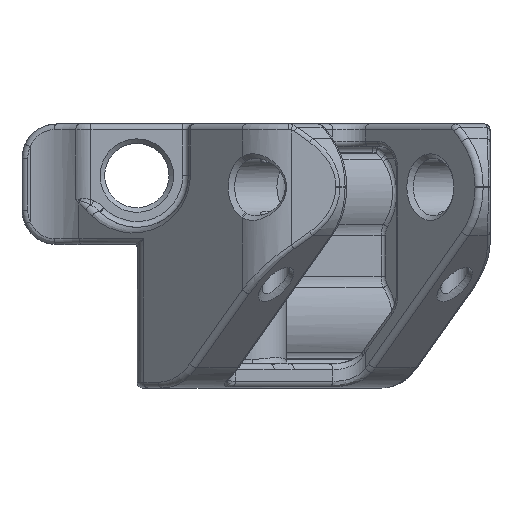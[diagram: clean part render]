
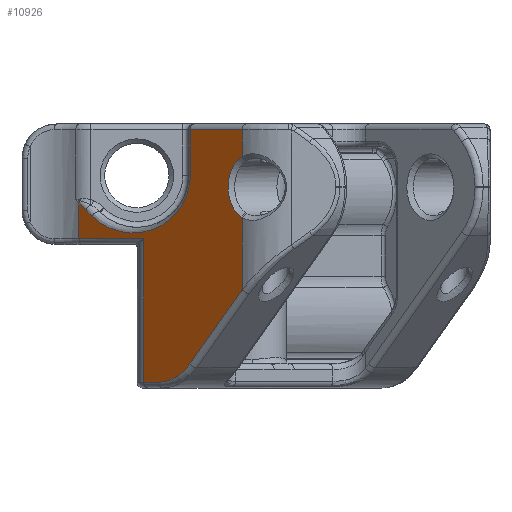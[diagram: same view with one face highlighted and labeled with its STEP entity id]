
A CAD part, front view. The second image highlights one B-rep face of the part: STEP entity #10926.
In plain terms, the highlighted planar face has unit normal (-0.707, -0.707, 0).
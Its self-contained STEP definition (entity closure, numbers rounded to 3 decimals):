
#415=B_SPLINE_CURVE_WITH_KNOTS('',3,(#17115,#17116,#17117,#17118),
 .UNSPECIFIED.,.F.,.F.,(4,4),(-0.509,-0.492),
 .UNSPECIFIED.);
#417=B_SPLINE_CURVE_WITH_KNOTS('',3,(#17139,#17140,#17141,#17142),
 .UNSPECIFIED.,.F.,.F.,(4,4),(0.492,0.509),
 .UNSPECIFIED.);
#670=CIRCLE('',#11714,2.9);
#673=CIRCLE('',#11719,5.5);
#1792=FACE_OUTER_BOUND('',#2549,.T.);
#2549=EDGE_LOOP('',(#7364,#7365,#7366,#7367,#7368,#7369,#7370,#7371,#7372,
#7373,#7374,#7375,#7376,#7377,#7378,#7379));
#3328=ELLIPSE('',#11718,7.071,5.);
#3443=LINE('',#17149,#4007);
#3444=LINE('',#17151,#4008);
#3445=LINE('',#17153,#4009);
#3446=LINE('',#17157,#4010);
#3447=LINE('',#17159,#4011);
#3448=LINE('',#17161,#4012);
#3449=LINE('',#17163,#4013);
#3450=LINE('',#17165,#4014);
#3451=LINE('',#17167,#4015);
#3452=LINE('',#17171,#4016);
#3453=LINE('',#17172,#4017);
#4007=VECTOR('',#13264,10.);
#4008=VECTOR('',#13265,10.);
#4009=VECTOR('',#13266,10.);
#4010=VECTOR('',#13269,10.);
#4011=VECTOR('',#13270,10.);
#4012=VECTOR('',#13271,10.);
#4013=VECTOR('',#13272,10.);
#4014=VECTOR('',#13273,10.);
#4015=VECTOR('',#13274,10.);
#4016=VECTOR('',#13277,10.);
#4017=VECTOR('',#13278,10.);
#4574=VERTEX_POINT('',#16885);
#4575=VERTEX_POINT('',#16887);
#4578=VERTEX_POINT('',#17090);
#4579=VERTEX_POINT('',#17092);
#4582=VERTEX_POINT('',#17148);
#4583=VERTEX_POINT('',#17150);
#4584=VERTEX_POINT('',#17152);
#4585=VERTEX_POINT('',#17154);
#4586=VERTEX_POINT('',#17156);
#4587=VERTEX_POINT('',#17158);
#4588=VERTEX_POINT('',#17160);
#4589=VERTEX_POINT('',#17162);
#4590=VERTEX_POINT('',#17164);
#4591=VERTEX_POINT('',#17166);
#4592=VERTEX_POINT('',#17168);
#4593=VERTEX_POINT('',#17170);
#5592=EDGE_CURVE('',#4578,#4579,#670,.T.);
#5596=EDGE_CURVE('',#4579,#4574,#415,.T.);
#5598=EDGE_CURVE('',#4575,#4578,#417,.T.);
#5600=EDGE_CURVE('',#4575,#4582,#3443,.T.);
#5601=EDGE_CURVE('',#4583,#4582,#3444,.T.);
#5602=EDGE_CURVE('',#4584,#4583,#3445,.T.);
#5603=EDGE_CURVE('',#4585,#4584,#3328,.T.);
#5604=EDGE_CURVE('',#4586,#4585,#3446,.T.);
#5605=EDGE_CURVE('',#4587,#4586,#3447,.T.);
#5606=EDGE_CURVE('',#4587,#4588,#3448,.T.);
#5607=EDGE_CURVE('',#4589,#4588,#3449,.T.);
#5608=EDGE_CURVE('',#4590,#4589,#3450,.T.);
#5609=EDGE_CURVE('',#4591,#4590,#3451,.T.);
#5610=EDGE_CURVE('',#4592,#4591,#673,.T.);
#5611=EDGE_CURVE('',#4593,#4592,#3452,.T.);
#5612=EDGE_CURVE('',#4593,#4574,#3453,.T.);
#7364=ORIENTED_EDGE('',*,*,#5596,.F.);
#7365=ORIENTED_EDGE('',*,*,#5592,.F.);
#7366=ORIENTED_EDGE('',*,*,#5598,.F.);
#7367=ORIENTED_EDGE('',*,*,#5600,.T.);
#7368=ORIENTED_EDGE('',*,*,#5601,.F.);
#7369=ORIENTED_EDGE('',*,*,#5602,.F.);
#7370=ORIENTED_EDGE('',*,*,#5603,.F.);
#7371=ORIENTED_EDGE('',*,*,#5604,.F.);
#7372=ORIENTED_EDGE('',*,*,#5605,.F.);
#7373=ORIENTED_EDGE('',*,*,#5606,.T.);
#7374=ORIENTED_EDGE('',*,*,#5607,.F.);
#7375=ORIENTED_EDGE('',*,*,#5608,.F.);
#7376=ORIENTED_EDGE('',*,*,#5609,.F.);
#7377=ORIENTED_EDGE('',*,*,#5610,.F.);
#7378=ORIENTED_EDGE('',*,*,#5611,.F.);
#7379=ORIENTED_EDGE('',*,*,#5612,.T.);
#10800=PLANE('',#11717);
#10926=ADVANCED_FACE('',(#1792),#10800,.T.);
#11714=AXIS2_PLACEMENT_3D('',#17093,#13255,#13256);
#11717=AXIS2_PLACEMENT_3D('',#17147,#13262,#13263);
#11718=AXIS2_PLACEMENT_3D('',#17155,#13267,#13268);
#11719=AXIS2_PLACEMENT_3D('',#17169,#13275,#13276);
#13255=DIRECTION('center_axis',(-0.707,-0.707,0.));
#13256=DIRECTION('ref_axis',(-0.707,0.707,0.));
#13262=DIRECTION('center_axis',(-0.707,-0.707,0.));
#13263=DIRECTION('ref_axis',(0.707,-0.707,0.));
#13264=DIRECTION('',(0.,0.,1.));
#13265=DIRECTION('',(0.707,-0.707,0.));
#13266=DIRECTION('',(0.,0.,1.));
#13267=DIRECTION('center_axis',(-0.707,-0.707,0.));
#13268=DIRECTION('ref_axis',(0.707,-0.707,0.));
#13269=DIRECTION('',(0.577,-0.577,-0.577));
#13270=DIRECTION('',(0.577,-0.577,-0.577));
#13271=DIRECTION('',(0.,0.,-1.));
#13272=DIRECTION('',(-0.707,0.707,0.));
#13273=DIRECTION('',(0.,0.,1.));
#13274=DIRECTION('',(-0.707,0.707,0.));
#13275=DIRECTION('center_axis',(0.707,0.707,0.));
#13276=DIRECTION('ref_axis',(0.271,-0.271,-0.924));
#13277=DIRECTION('',(-0.5,0.5,-0.707));
#13278=DIRECTION('',(0.,0.,1.));
#16885=CARTESIAN_POINT('',(-0.806,-18.993,2.334));
#16887=CARTESIAN_POINT('',(-0.806,-18.993,7.666));
#17090=CARTESIAN_POINT('',(-0.935,-18.864,7.581));
#17092=CARTESIAN_POINT('',(-0.935,-18.864,2.419));
#17093=CARTESIAN_POINT('Origin',(0.,-19.799,
5.));
#17115=CARTESIAN_POINT('Ctrl Pts',(-0.935,-18.864,
2.419));
#17116=CARTESIAN_POINT('Ctrl Pts',(-0.893,-18.906,
2.389));
#17117=CARTESIAN_POINT('Ctrl Pts',(-0.85,-18.949,
2.36));
#17118=CARTESIAN_POINT('Ctrl Pts',(-0.806,-18.993,
2.334));
#17139=CARTESIAN_POINT('Ctrl Pts',(-0.806,-18.993,
7.666));
#17140=CARTESIAN_POINT('Ctrl Pts',(-0.85,-18.949,
7.64));
#17141=CARTESIAN_POINT('Ctrl Pts',(-0.893,-18.906,
7.611));
#17142=CARTESIAN_POINT('Ctrl Pts',(-0.935,-18.864,
7.581));
#17147=CARTESIAN_POINT('Origin',(-16.799,-3.,0.));
#17148=CARTESIAN_POINT('',(-0.806,-18.993,10.));
#17149=CARTESIAN_POINT('',(-0.806,-18.993,0.));
#17150=CARTESIAN_POINT('',(-5.354,-14.445,10.));
#17151=CARTESIAN_POINT('',(-13.162,-6.637,10.));
#17152=CARTESIAN_POINT('',(-5.354,-14.445,6.));
#17153=CARTESIAN_POINT('',(-5.354,-14.445,3.));
#17154=CARTESIAN_POINT('',(-13.889,-5.91,2.464));
#17155=CARTESIAN_POINT('Origin',(-10.354,-9.445,6.));
#17156=CARTESIAN_POINT('',(-14.445,-5.354,3.021));
#17157=CARTESIAN_POINT('',(-17.102,-2.697,5.677));
#17158=CARTESIAN_POINT('',(-15.042,-4.757,3.617));
#17159=CARTESIAN_POINT('',(-17.102,-2.697,5.677));
#17160=CARTESIAN_POINT('',(-15.042,-4.757,0.5));
#17161=CARTESIAN_POINT('',(-15.042,-4.757,10.5));
#17162=CARTESIAN_POINT('',(-9.385,-10.414,0.5));
#17163=CARTESIAN_POINT('',(-13.162,-6.637,0.5));
#17164=CARTESIAN_POINT('',(-9.385,-10.414,-12.));
#17165=CARTESIAN_POINT('',(-9.385,-10.414,0.));
#17166=CARTESIAN_POINT('',(-8.132,-11.667,-12.));
#17167=CARTESIAN_POINT('',(-12.262,-7.537,-12.));
#17168=CARTESIAN_POINT('',(-5.382,-14.417,-10.389));
#17169=CARTESIAN_POINT('Origin',(-8.132,-11.667,-6.5));
#17170=CARTESIAN_POINT('',(-0.806,-18.993,-3.919));
#17171=CARTESIAN_POINT('',(-7.021,-12.778,-12.707));
#17172=CARTESIAN_POINT('',(-0.806,-18.993,10.5));
